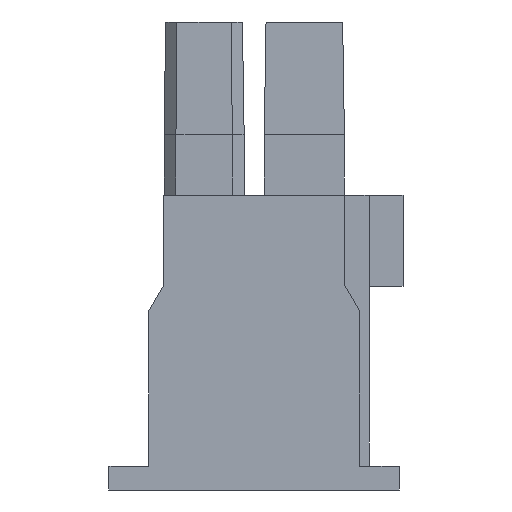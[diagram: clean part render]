
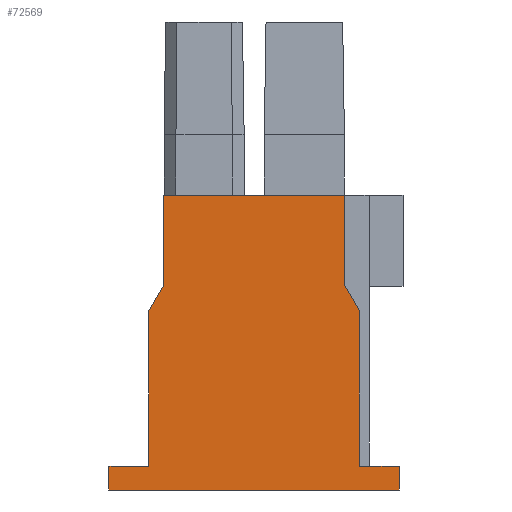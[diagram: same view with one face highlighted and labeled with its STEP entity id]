
A CAD part, left-side view. The second image highlights one B-rep face of the part: STEP entity #72569.
In plain terms, the highlighted planar face has unit normal (-1, 0, 0).
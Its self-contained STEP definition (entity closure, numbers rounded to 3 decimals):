
#45=CARTESIAN_POINT('',(-16.261,4.143,7.048));
#46=VERTEX_POINT('',#45);
#53=CARTESIAN_POINT('',(-16.261,3.564,8.051));
#54=VERTEX_POINT('',#53);
#55=CARTESIAN_POINT('',(-16.261,4.143,7.048));
#56=DIRECTION('',(0.,-0.5,0.866));
#57=VECTOR('',#56,1.158);
#58=LINE('',#55,#57);
#59=EDGE_CURVE('',#46,#54,#58,.T.);
#83=CARTESIAN_POINT('',(-16.261,4.143,0.942));
#84=VERTEX_POINT('',#83);
#91=CARTESIAN_POINT('',(-16.261,4.143,0.942));
#92=DIRECTION('',(0.,0.,1.));
#93=VECTOR('',#92,6.106);
#94=LINE('',#91,#93);
#95=EDGE_CURVE('',#84,#46,#94,.T.);
#106=CARTESIAN_POINT('',(-16.261,3.564,11.6));
#107=VERTEX_POINT('',#106);
#108=CARTESIAN_POINT('',(-16.261,3.564,8.051));
#109=DIRECTION('',(0.,0.,1.));
#110=VECTOR('',#109,3.55);
#111=LINE('',#108,#110);
#112=EDGE_CURVE('',#54,#107,#111,.T.);
#1405=CARTESIAN_POINT('',(-16.261,-4.143,0.942));
#1406=VERTEX_POINT('',#1405);
#1423=CARTESIAN_POINT('',(-16.261,-4.143,7.048));
#1424=VERTEX_POINT('',#1423);
#1431=CARTESIAN_POINT('',(-16.261,-4.143,7.048));
#1432=DIRECTION('',(0.,0.,-1.));
#1433=VECTOR('',#1432,6.106);
#1434=LINE('',#1431,#1433);
#1435=EDGE_CURVE('',#1424,#1406,#1434,.T.);
#1494=CARTESIAN_POINT('',(-16.261,-3.564,8.051));
#1495=VERTEX_POINT('',#1494);
#1502=CARTESIAN_POINT('',(-16.261,-3.564,8.051));
#1503=DIRECTION('',(0.,-0.5,-0.866));
#1504=VECTOR('',#1503,1.158);
#1505=LINE('',#1502,#1504);
#1506=EDGE_CURVE('',#1495,#1424,#1505,.T.);
#1556=CARTESIAN_POINT('',(-16.261,-3.564,11.6));
#1557=VERTEX_POINT('',#1556);
#1564=CARTESIAN_POINT('',(-16.261,-3.564,11.6));
#1565=DIRECTION('',(0.,0.,-1.));
#1566=VECTOR('',#1565,3.55);
#1567=LINE('',#1564,#1566);
#1568=EDGE_CURVE('',#1557,#1495,#1567,.T.);
#67660=CARTESIAN_POINT('',(-16.261,-5.715,0.942));
#67661=VERTEX_POINT('',#67660);
#67668=CARTESIAN_POINT('',(-16.261,-5.715,0.));
#67669=VERTEX_POINT('',#67668);
#67670=CARTESIAN_POINT('',(-16.261,-5.715,0.942));
#67671=DIRECTION('',(0.,0.,-1.));
#67672=VECTOR('',#67671,0.942);
#67673=LINE('',#67670,#67672);
#67674=EDGE_CURVE('',#67661,#67669,#67673,.T.);
#67691=CARTESIAN_POINT('',(-16.261,5.715,0.));
#67692=VERTEX_POINT('',#67691);
#67699=CARTESIAN_POINT('',(-16.261,5.715,0.942));
#67700=VERTEX_POINT('',#67699);
#67701=CARTESIAN_POINT('',(-16.261,5.715,0.));
#67702=DIRECTION('',(0.,0.,1.));
#67703=VECTOR('',#67702,0.942);
#67704=LINE('',#67701,#67703);
#67705=EDGE_CURVE('',#67692,#67700,#67704,.T.);
#69055=CARTESIAN_POINT('',(-16.261,-4.143,0.942));
#69056=DIRECTION('',(0.,-1.,0.));
#69057=VECTOR('',#69056,1.572);
#69058=LINE('',#69055,#69057);
#69059=EDGE_CURVE('',#1406,#67661,#69058,.T.);
#72531=CARTESIAN_POINT('',(-16.261,5.715,0.942));
#72532=DIRECTION('',(0.,-1.,0.));
#72533=VECTOR('',#72532,1.572);
#72534=LINE('',#72531,#72533);
#72535=EDGE_CURVE('',#67700,#84,#72534,.T.);
#72540=CARTESIAN_POINT('',(-16.261,0.,9.242));
#72541=DIRECTION('',(0.,-1.,0.));
#72542=DIRECTION('',(-1.,0.,0.));
#72543=AXIS2_PLACEMENT_3D('',#72540,#72542,#72541);
#72544=PLANE('',#72543);
#72545=ORIENTED_EDGE('',*,*,#112,.F.);
#72546=ORIENTED_EDGE('',*,*,#59,.F.);
#72547=ORIENTED_EDGE('',*,*,#95,.F.);
#72548=ORIENTED_EDGE('',*,*,#72535,.F.);
#72549=ORIENTED_EDGE('',*,*,#67705,.F.);
#72550=CARTESIAN_POINT('',(-16.261,5.715,0.));
#72551=DIRECTION('',(0.,-1.,0.));
#72552=VECTOR('',#72551,11.431);
#72553=LINE('',#72550,#72552);
#72554=EDGE_CURVE('',#67692,#67669,#72553,.T.);
#72555=ORIENTED_EDGE('',*,*,#72554,.T.);
#72556=ORIENTED_EDGE('',*,*,#67674,.F.);
#72557=ORIENTED_EDGE('',*,*,#69059,.F.);
#72558=ORIENTED_EDGE('',*,*,#1435,.F.);
#72559=ORIENTED_EDGE('',*,*,#1506,.F.);
#72560=ORIENTED_EDGE('',*,*,#1568,.F.);
#72561=CARTESIAN_POINT('',(-16.261,-3.564,11.6));
#72562=DIRECTION('',(0.,1.,0.));
#72563=VECTOR('',#72562,7.128);
#72564=LINE('',#72561,#72563);
#72565=EDGE_CURVE('',#1557,#107,#72564,.T.);
#72566=ORIENTED_EDGE('',*,*,#72565,.T.);
#72567=EDGE_LOOP('',(#72545,#72546,#72547,#72548,#72549,#72555,#72556,#72557,#72558,#72559,#72560,#72566));
#72568=FACE_OUTER_BOUND('',#72567,.T.);
#72569=ADVANCED_FACE('',(#72568),#72544,.T.);
